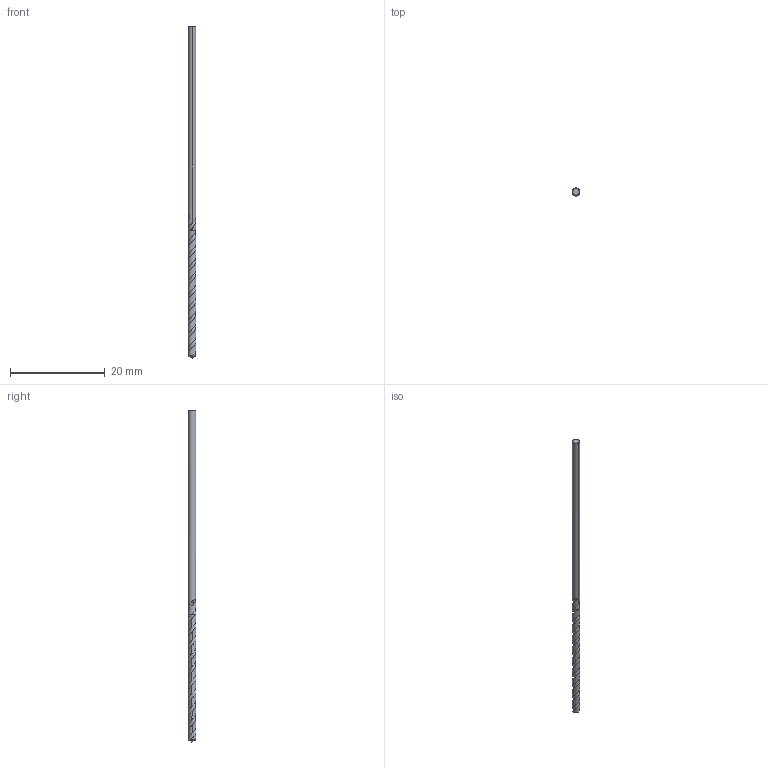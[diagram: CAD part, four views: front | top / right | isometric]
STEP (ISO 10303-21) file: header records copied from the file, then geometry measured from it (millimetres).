
FILE_DESCRIPTION(('no description'),'unknown implementation level');
FILE_NAME('solidPZJQYeXNZeyBva05VX0nMoiBvsE_1.STP',' ',('CIM GmbH Aachen'),('CADClick - KiM GmbH - www.kimweb.de'),'unknown preprocess','ACIS','unknown authorization');
FILE_SCHEMA(('automotive_design'));
Length unit declared in the file: millimetre
Products named in the file (2): 1; 2
Bounding box: 1.6 x 1.6 x 70 mm (x, y, z)
Volume: 125.3 mm3; surface area: 373.2 mm2
Topology: 2 solids, 2 shells, 68 faces, 189 edges, 121 vertices
Faces by surface type: cone 32, plane 18, cylinder 12, bspline 4, revolution 2
Entity records: 26921 total; most frequent: CARTESIAN_POINT 23265, STYLED_ITEM 376, PRESENTATION_STYLE_ASSIGNMENT 376, COLOUR_RGB 376, ORIENTED_EDGE 370, DIRECTION 247, EDGE_CURVE 185, CURVE_STYLE 185
